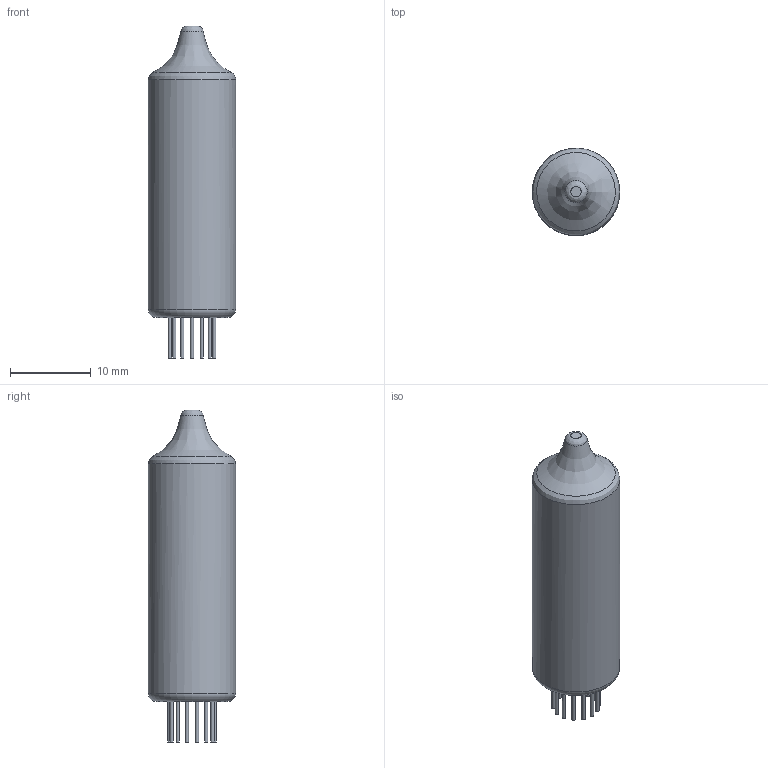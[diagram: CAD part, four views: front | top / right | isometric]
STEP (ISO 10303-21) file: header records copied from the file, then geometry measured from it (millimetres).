
FILE_DESCRIPTION(('FreeCAD Model'),'2;1');
FILE_NAME('Open CASCADE Shape Model','2025-03-08T19:00:48',(''),(''), 'Open CASCADE STEP processor 7.8','FreeCAD','Unknown');
FILE_SCHEMA(('AUTOMOTIVE_DESIGN { 1 0 10303 214 1 1 1 1 }'));
Length unit declared in the file: millimetre
Products named in the file (1): Cut
Bounding box: 10.8 x 10.8 x 41 mm (x, y, z)
Volume: 2884 mm3; surface area: 1314.1 mm2
Topology: 1 solids, 1 shells, 35 faces, 53 edges, 34 vertices
Faces by surface type: plane 16, cylinder 15, bspline 3, torus 1
Full cylindrical faces by diameter (mm): 0.4 x14, 10.8 x1
Entity records: 961 total; most frequent: CARTESIAN_POINT 307, DIRECTION 143, ORIENTED_EDGE 106, AXIS2_PLACEMENT_3D 64, EDGE_CURVE 53, FACE_BOUND 49, EDGE_LOOP 49, ADVANCED_FACE 35
